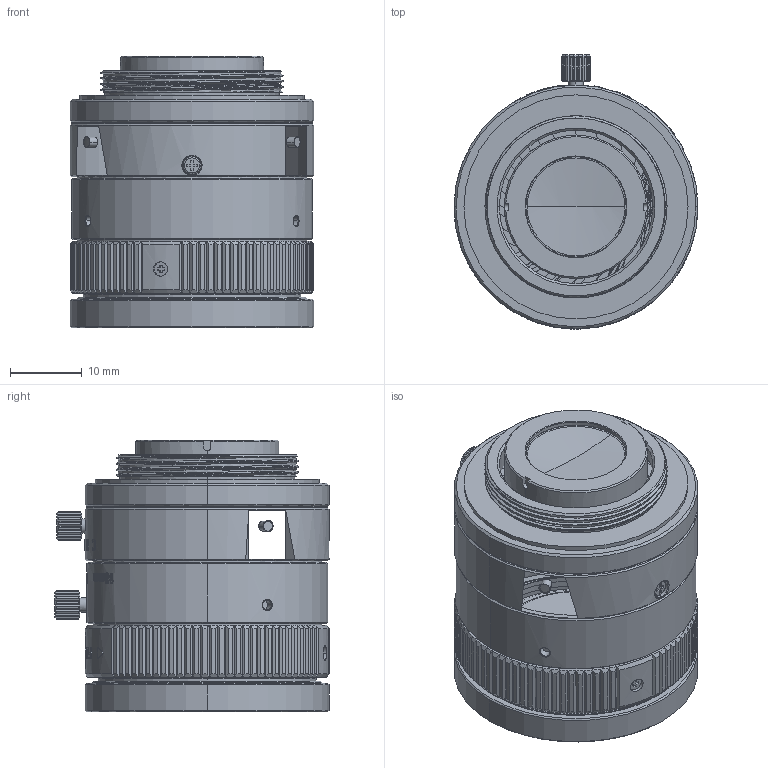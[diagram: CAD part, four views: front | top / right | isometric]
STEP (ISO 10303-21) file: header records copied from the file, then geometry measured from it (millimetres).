
FILE_DESCRIPTION (( 'STEP AP203' ), '1' );
FILE_NAME ('600001.STEP', '2021-08-04T09:31:52', ( '' ), ( '' ), 'SwSTEP 2.0', 'SolidWorks 2020', '' );
FILE_SCHEMA (( 'CONFIG_CONTROL_DESIGN' ));
Products named in the file (1): 600001
Bounding box: 34 x 38.25 x 37.92 mm (x, y, z)
Volume: 28202.5 mm3; surface area: 12824.1 mm2
Topology: 9 solids, 12 shells, 1351 faces, 3517 edges, 2269 vertices
Faces by surface type: plane 547, cylinder 309, bspline 280, cone 203, sphere 10, torus 2
Entity records: 59932 total; most frequent: CARTESIAN_POINT 29408, ORIENTED_EDGE 7030, DIRECTION 5182, EDGE_CURVE 3515, VERTEX_POINT 2268, AXIS2_PLACEMENT_3D 1882, EDGE_LOOP 1455, VECTOR 1418
